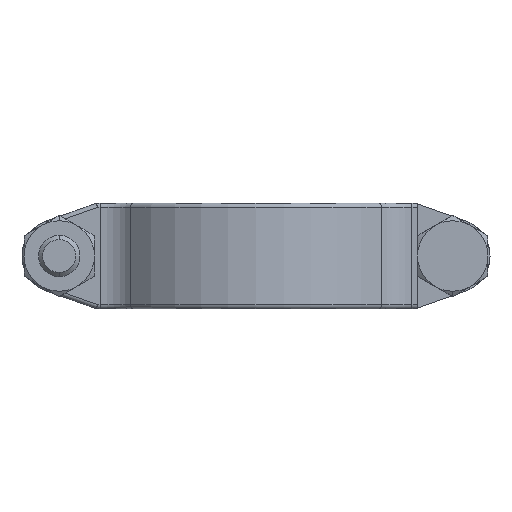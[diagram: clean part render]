
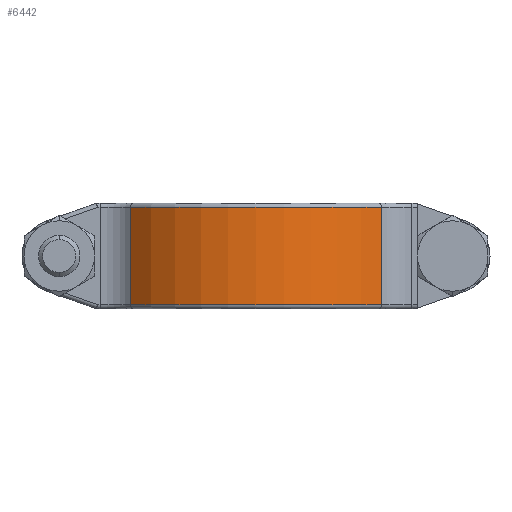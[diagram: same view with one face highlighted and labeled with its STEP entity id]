
A CAD part, front view. The second image highlights one B-rep face of the part: STEP entity #6442.
In plain terms, the highlighted cylindrical face has radius 41.4 mm (diameter 82.8 mm), a partial arc.
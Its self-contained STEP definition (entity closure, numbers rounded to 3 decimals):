
#67 = DIRECTION ( 'NONE',  ( 1., 0., 0. ) ) ;
#92 = CARTESIAN_POINT ( 'NONE',  ( 30.319, -28.191, 11.75 ) ) ;
#629 = DIRECTION ( 'NONE',  ( 0., 0., 1. ) ) ;
#1007 = CARTESIAN_POINT ( 'NONE',  ( 30.319, -28.191, -11.75 ) ) ;
#1162 = EDGE_CURVE ( 'NONE', #9481, #7138, #7037, .T. ) ;
#1210 = CARTESIAN_POINT ( 'NONE',  ( 0., 0., -11.75 ) ) ;
#1430 = DIRECTION ( 'NONE',  ( 1., 0., 0. ) ) ;
#1710 = VECTOR ( 'NONE', #8250, 1000. ) ;
#1713 = CIRCLE ( 'NONE', #3647, 41.4 ) ;
#2336 = CARTESIAN_POINT ( 'NONE',  ( -30.319, -28.191, 11.75 ) ) ;
#3170 = DIRECTION ( 'NONE',  ( 1., 0., 0. ) ) ;
#3241 = CYLINDRICAL_SURFACE ( 'NONE', #3306, 41.4 ) ;
#3306 = AXIS2_PLACEMENT_3D ( 'NONE', #6333, #9446, #67 ) ;
#3555 = EDGE_CURVE ( 'NONE', #7138, #9527, #3903, .T. ) ;
#3647 = AXIS2_PLACEMENT_3D ( 'NONE', #5514, #3782, #3170 ) ;
#3782 = DIRECTION ( 'NONE',  ( 0., 0., -1. ) ) ;
#3861 = DIRECTION ( 'NONE',  ( 0., 0., 1. ) ) ;
#3903 = LINE ( 'NONE', #9340, #8053 ) ;
#3914 = ORIENTED_EDGE ( 'NONE', *, *, #7313, .T. ) ;
#4803 = EDGE_CURVE ( 'NONE', #6417, #9481, #5174, .T. ) ;
#5174 = LINE ( 'NONE', #8204, #1710 ) ;
#5514 = CARTESIAN_POINT ( 'NONE',  ( 0., 0., 11.75 ) ) ;
#5752 = ORIENTED_EDGE ( 'NONE', *, *, #4803, .T. ) ;
#6333 = CARTESIAN_POINT ( 'NONE',  ( 0., 0., 12.75 ) ) ;
#6352 = CARTESIAN_POINT ( 'NONE',  ( -30.319, -28.191, -11.75 ) ) ;
#6417 = VERTEX_POINT ( 'NONE', #2336 ) ;
#6442 = ADVANCED_FACE ( 'NONE', ( #6999 ), #3241, .T. ) ;
#6999 = FACE_OUTER_BOUND ( 'NONE', #8451, .T. ) ;
#7037 = CIRCLE ( 'NONE', #8336, 41.4 ) ;
#7138 = VERTEX_POINT ( 'NONE', #1007 ) ;
#7313 = EDGE_CURVE ( 'NONE', #9527, #6417, #1713, .T. ) ;
#8053 = VECTOR ( 'NONE', #3861, 1000. ) ;
#8204 = CARTESIAN_POINT ( 'NONE',  ( -30.319, -28.191, 12.75 ) ) ;
#8250 = DIRECTION ( 'NONE',  ( 0., 0., -1. ) ) ;
#8336 = AXIS2_PLACEMENT_3D ( 'NONE', #1210, #629, #1430 ) ;
#8451 = EDGE_LOOP ( 'NONE', ( #8458, #3914, #5752, #9915 ) ) ;
#8458 = ORIENTED_EDGE ( 'NONE', *, *, #3555, .T. ) ;
#9340 = CARTESIAN_POINT ( 'NONE',  ( 30.319, -28.191, 12.75 ) ) ;
#9446 = DIRECTION ( 'NONE',  ( 0., 0., -1. ) ) ;
#9481 = VERTEX_POINT ( 'NONE', #6352 ) ;
#9527 = VERTEX_POINT ( 'NONE', #92 ) ;
#9915 = ORIENTED_EDGE ( 'NONE', *, *, #1162, .T. ) ;
